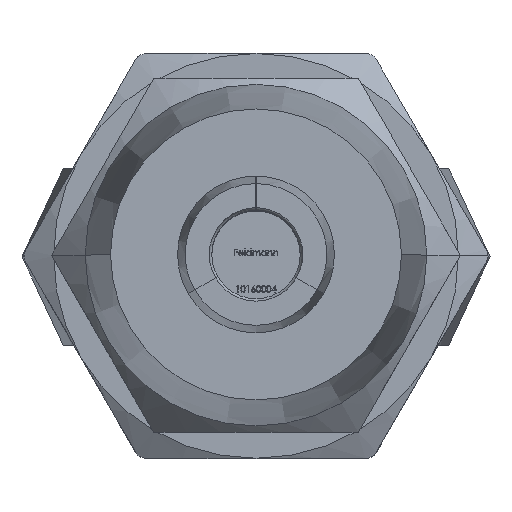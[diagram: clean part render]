
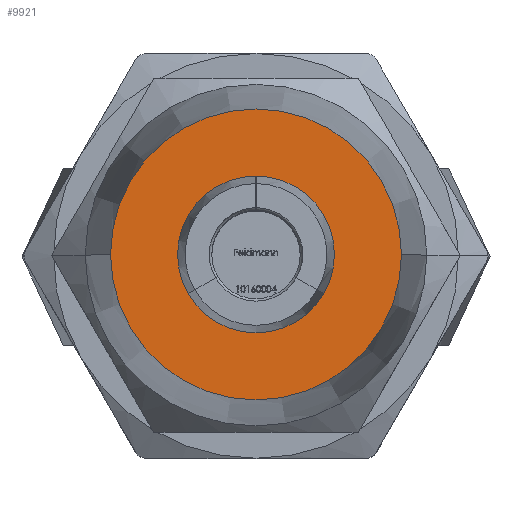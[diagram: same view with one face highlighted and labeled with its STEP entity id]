
A CAD part, top view. The second image highlights one B-rep face of the part: STEP entity #9921.
In plain terms, the highlighted planar face has unit normal (0, 0, 1).
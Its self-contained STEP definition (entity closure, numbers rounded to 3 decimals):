
#432 = EDGE_CURVE ( 'NONE', #9908, #6570, #1069, .T. ) ;
#1069 = CIRCLE ( 'NONE', #3537, 3.1 ) ;
#1328 = FACE_BOUND ( 'NONE', #1618, .T. ) ;
#1439 = CARTESIAN_POINT ( 'NONE',  ( 0., 0., 32. ) ) ;
#1497 = AXIS2_PLACEMENT_3D ( 'NONE', #10601, #9142, #4843 ) ;
#1618 = EDGE_LOOP ( 'NONE', ( #5866, #2225 ) ) ;
#2225 = ORIENTED_EDGE ( 'NONE', *, *, #432, .T. ) ;
#3525 = DIRECTION ( 'NONE',  ( 0., 0., -1. ) ) ;
#3537 = AXIS2_PLACEMENT_3D ( 'NONE', #16657, #13877, #15376 ) ;
#3690 = ORIENTED_EDGE ( 'NONE', *, *, #14782, .F. ) ;
#3724 = AXIS2_PLACEMENT_3D ( 'NONE', #1439, #17409, #4410 ) ;
#4101 = CARTESIAN_POINT ( 'NONE',  ( 5.75, 0., 32. ) ) ;
#4410 = DIRECTION ( 'NONE',  ( -1., 0., 0. ) ) ;
#4843 = DIRECTION ( 'NONE',  ( -1., 0., 0. ) ) ;
#5148 = DIRECTION ( 'NONE',  ( -1., 0., 0. ) ) ;
#5325 = DIRECTION ( 'NONE',  ( 0., 0., -1. ) ) ;
#5866 = ORIENTED_EDGE ( 'NONE', *, *, #6330, .T. ) ;
#6330 = EDGE_CURVE ( 'NONE', #6570, #9908, #17157, .T. ) ;
#6570 = VERTEX_POINT ( 'NONE', #13753 ) ;
#6776 = CIRCLE ( 'NONE', #3724, 5.75 ) ;
#7647 = ORIENTED_EDGE ( 'NONE', *, *, #11219, .F. ) ;
#9100 = FACE_OUTER_BOUND ( 'NONE', #13235, .T. ) ;
#9142 = DIRECTION ( 'NONE',  ( 0., 0., -1. ) ) ;
#9370 = DIRECTION ( 'NONE',  ( -1., 0., 0. ) ) ;
#9590 = AXIS2_PLACEMENT_3D ( 'NONE', #10692, #3525, #9370 ) ;
#9908 = VERTEX_POINT ( 'NONE', #17913 ) ;
#9921 = ADVANCED_FACE ( 'NONE', ( #9100, #1328 ), #10839, .F. ) ;
#10601 = CARTESIAN_POINT ( 'NONE',  ( 5.75, 0., 32. ) ) ;
#10692 = CARTESIAN_POINT ( 'NONE',  ( 0., 0., 32. ) ) ;
#10839 = PLANE ( 'NONE',  #1497 ) ;
#11083 = CARTESIAN_POINT ( 'NONE',  ( -5.75, 0., 32. ) ) ;
#11219 = EDGE_CURVE ( 'NONE', #15800, #13922, #6776, .T. ) ;
#13235 = EDGE_LOOP ( 'NONE', ( #3690, #7647 ) ) ;
#13753 = CARTESIAN_POINT ( 'NONE',  ( -3.1, 0., 32. ) ) ;
#13842 = CARTESIAN_POINT ( 'NONE',  ( 0., 0., 32. ) ) ;
#13877 = DIRECTION ( 'NONE',  ( 0., 0., -1. ) ) ;
#13922 = VERTEX_POINT ( 'NONE', #11083 ) ;
#14201 = CIRCLE ( 'NONE', #9590, 5.75 ) ;
#14782 = EDGE_CURVE ( 'NONE', #13922, #15800, #14201, .T. ) ;
#15376 = DIRECTION ( 'NONE',  ( -1., 0., 0. ) ) ;
#15800 = VERTEX_POINT ( 'NONE', #4101 ) ;
#15908 = AXIS2_PLACEMENT_3D ( 'NONE', #13842, #5325, #5148 ) ;
#16657 = CARTESIAN_POINT ( 'NONE',  ( 0., 0., 32. ) ) ;
#17157 = CIRCLE ( 'NONE', #15908, 3.1 ) ;
#17409 = DIRECTION ( 'NONE',  ( 0., 0., -1. ) ) ;
#17913 = CARTESIAN_POINT ( 'NONE',  ( 3.1, 0., 32. ) ) ;
